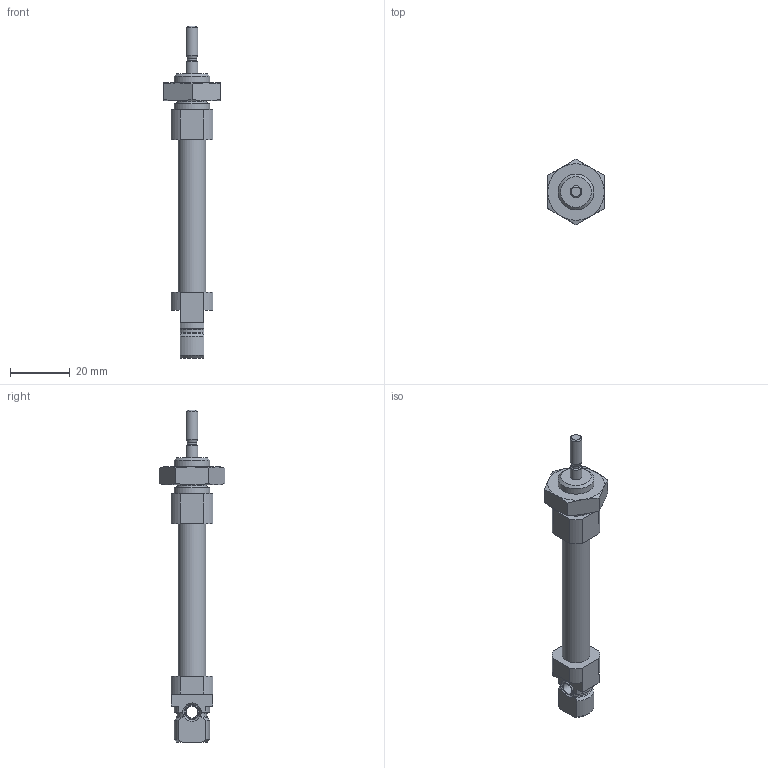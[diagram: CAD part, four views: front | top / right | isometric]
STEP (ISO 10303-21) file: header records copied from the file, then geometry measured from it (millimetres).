
FILE_DESCRIPTION(/* description */ ('STEP AP214'),/* implementation_level */ '2;1');
FILE_NAME(/* name */ '19255_ESNU-8-25-P-A',/* time_stamp */ '2024-08-28T08:15:17+02:00',/* author */ ('License CC BY-ND 4.0'),/* organization */ ('CADENAS'),/* preprocessor_version */ 'ST-DEVELOPER v19.3',/* originating_system */ 'PARTsolutions',/* authorisation */ ' ');
FILE_SCHEMA (('PROCESS_PLANNING_SCHEMA','AUTOMOTIVE_DESIGN {1 0 10303 214 3 1 1}'));
Length unit declared in the file: millimetre
Products named in the file (4): 19255 ESNU-8-25-P-A---(0); 19255 ESNU-8-25-P---(A----0-ZR); DIN-439-B - M12x1.25(F); 19255 ESNU-8-25-P---(A---00--0-KS)
Assembly tree (3 placements, depth 2):
  19255 ESNU-8-25-P-A---(0)
    19255 ESNU-8-25-P---(A----0-ZR)
    DIN-439-B - M12x1.25(F)
    19255 ESNU-8-25-P---(A---00--0-KS)
Bounding box: 19 x 21.94 x 111 mm (x, y, z)
Volume: 9420.2 mm3; surface area: 7360.9 mm2
Topology: 3 solids, 3 shells, 95 faces, 226 edges, 144 vertices
Faces by surface type: plane 39, cylinder 30, cone 18, torus 8
Full cylindrical faces by diameter (mm): 1 x1, 3.2 x1, 4 x4, 4.134 x1, 5 x2, 8 x2, 9.3 x1, 10 x1, 10.647 x1, 12 x2
Entity records: 3208 total; most frequent: CARTESIAN_POINT 562, DIRECTION 434, ORIENTED_EDGE 376, EDGE_CURVE 188, AXIS2_PLACEMENT_3D 184, FACE_BOUND 143, EDGE_LOOP 142, VERTEX_POINT 141
